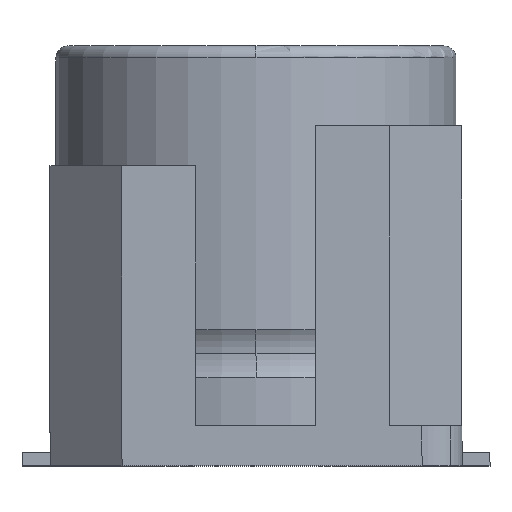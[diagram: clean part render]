
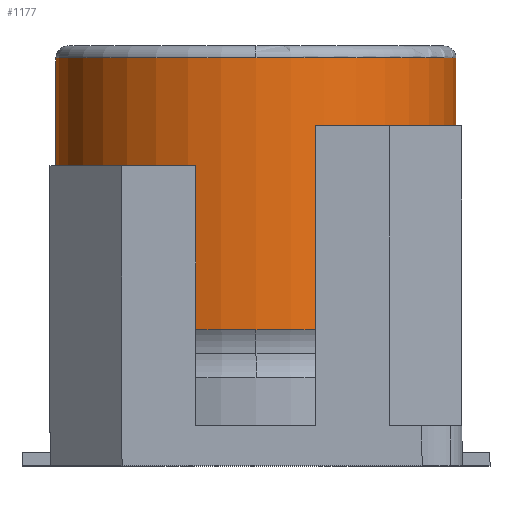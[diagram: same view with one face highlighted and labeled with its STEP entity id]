
A CAD part, top view. The second image highlights one B-rep face of the part: STEP entity #1177.
In plain terms, the highlighted cylindrical face has radius 5 mm (diameter 10 mm), a partial arc.
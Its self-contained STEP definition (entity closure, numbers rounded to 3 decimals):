
#12 = DIRECTION ( 'NONE',  ( 1., 0., 0. ) ) ;
#245 = CARTESIAN_POINT ( 'NONE',  ( -5., 6.95, 0. ) ) ;
#427 = VERTEX_POINT ( 'NONE', #2993 ) ;
#680 = ORIENTED_EDGE ( 'NONE', *, *, #1451, .F. ) ;
#866 = DIRECTION ( 'NONE',  ( -1., 0., 0. ) ) ;
#877 = ORIENTED_EDGE ( 'NONE', *, *, #3965, .F. ) ;
#913 = CARTESIAN_POINT ( 'NONE',  ( 0., 3.4, 5. ) ) ;
#962 = DIRECTION ( 'NONE',  ( 0., -1., 0. ) ) ;
#1042 = EDGE_CURVE ( 'NONE', #4841, #3452, #3679, .T. ) ;
#1123 = CARTESIAN_POINT ( 'NONE',  ( 0., 3.4, 0. ) ) ;
#1177 = ADVANCED_FACE ( 'NONE', ( #1864 ), #3398, .T. ) ;
#1280 = DIRECTION ( 'NONE',  ( 0., 1., 0. ) ) ;
#1331 = AXIS2_PLACEMENT_3D ( 'NONE', #4225, #4932, #12 ) ;
#1369 = CARTESIAN_POINT ( 'NONE',  ( -5., 3.4, 0. ) ) ;
#1396 = CIRCLE ( 'NONE', #4199, 5. ) ;
#1451 = EDGE_CURVE ( 'NONE', #4841, #1544, #4222, .T. ) ;
#1471 = EDGE_CURVE ( 'NONE', #2316, #3452, #4875, .T. ) ;
#1511 = EDGE_CURVE ( 'NONE', #1544, #1732, #3670, .T. ) ;
#1544 = VERTEX_POINT ( 'NONE', #2991 ) ;
#1732 = VERTEX_POINT ( 'NONE', #3466 ) ;
#1832 = ORIENTED_EDGE ( 'NONE', *, *, #1042, .T. ) ;
#1864 = FACE_OUTER_BOUND ( 'NONE', #4397, .T. ) ;
#2010 = DIRECTION ( 'NONE',  ( 1., 0., 0. ) ) ;
#2053 = AXIS2_PLACEMENT_3D ( 'NONE', #4304, #1280, #866 ) ;
#2167 = DIRECTION ( 'NONE',  ( 0., -1., 0. ) ) ;
#2316 = VERTEX_POINT ( 'NONE', #913 ) ;
#2658 = DIRECTION ( 'NONE',  ( 0., -1., 0. ) ) ;
#2701 = AXIS2_PLACEMENT_3D ( 'NONE', #3974, #962, #2010 ) ;
#2880 = LINE ( 'NONE', #3182, #4044 ) ;
#2991 = CARTESIAN_POINT ( 'NONE',  ( 0., 10.2, 5. ) ) ;
#2993 = CARTESIAN_POINT ( 'NONE',  ( 5., 3.4, 0. ) ) ;
#3098 = VECTOR ( 'NONE', #2167, 1000. ) ;
#3152 = DIRECTION ( 'NONE',  ( 0., -1., 0. ) ) ;
#3182 = CARTESIAN_POINT ( 'NONE',  ( 5., 6.95, 0. ) ) ;
#3398 = CYLINDRICAL_SURFACE ( 'NONE', #1331, 5. ) ;
#3452 = VERTEX_POINT ( 'NONE', #1369 ) ;
#3466 = CARTESIAN_POINT ( 'NONE',  ( 5., 10.2, 0. ) ) ;
#3502 = AXIS2_PLACEMENT_3D ( 'NONE', #3999, #3622, #3574 ) ;
#3574 = DIRECTION ( 'NONE',  ( -1., 0., 0. ) ) ;
#3594 = EDGE_CURVE ( 'NONE', #427, #2316, #1396, .T. ) ;
#3615 = ORIENTED_EDGE ( 'NONE', *, *, #1511, .F. ) ;
#3622 = DIRECTION ( 'NONE',  ( 0., 1., 0. ) ) ;
#3668 = ORIENTED_EDGE ( 'NONE', *, *, #1471, .F. ) ;
#3670 = CIRCLE ( 'NONE', #3502, 5. ) ;
#3679 = LINE ( 'NONE', #245, #3098 ) ;
#3965 = EDGE_CURVE ( 'NONE', #1732, #427, #2880, .T. ) ;
#3974 = CARTESIAN_POINT ( 'NONE',  ( 0., 3.4, 0. ) ) ;
#3999 = CARTESIAN_POINT ( 'NONE',  ( 0., 10.2, 0. ) ) ;
#4044 = VECTOR ( 'NONE', #3152, 1000. ) ;
#4199 = AXIS2_PLACEMENT_3D ( 'NONE', #1123, #2658, #4590 ) ;
#4222 = CIRCLE ( 'NONE', #2053, 5. ) ;
#4225 = CARTESIAN_POINT ( 'NONE',  ( 0., 6.95, 0. ) ) ;
#4268 = CARTESIAN_POINT ( 'NONE',  ( -5., 10.2, 0. ) ) ;
#4304 = CARTESIAN_POINT ( 'NONE',  ( 0., 10.2, 0. ) ) ;
#4397 = EDGE_LOOP ( 'NONE', ( #680, #1832, #3668, #4838, #877, #3615 ) ) ;
#4590 = DIRECTION ( 'NONE',  ( 1., 0., 0. ) ) ;
#4838 = ORIENTED_EDGE ( 'NONE', *, *, #3594, .F. ) ;
#4841 = VERTEX_POINT ( 'NONE', #4268 ) ;
#4875 = CIRCLE ( 'NONE', #2701, 5. ) ;
#4932 = DIRECTION ( 'NONE',  ( 0., -1., 0. ) ) ;
